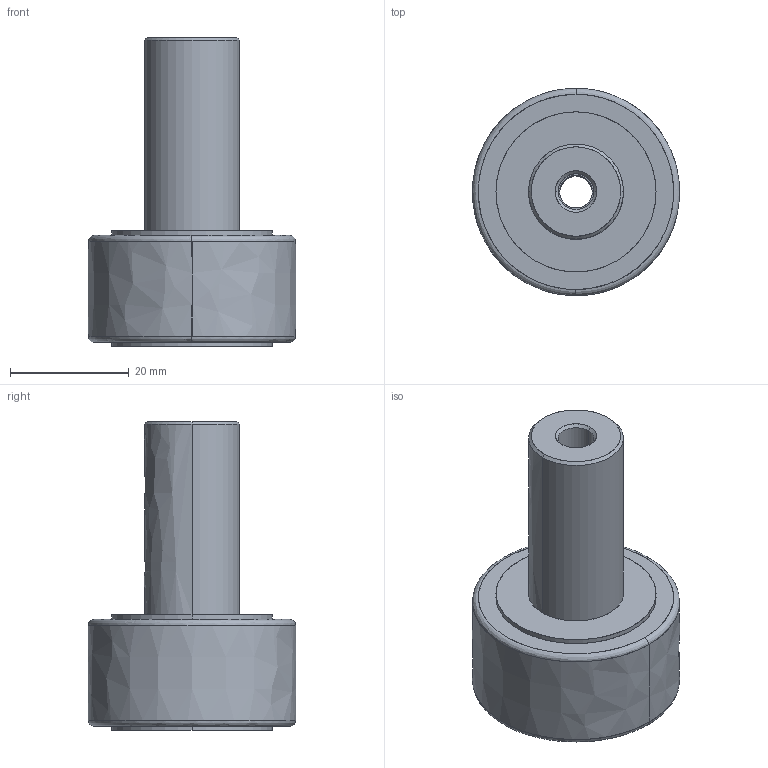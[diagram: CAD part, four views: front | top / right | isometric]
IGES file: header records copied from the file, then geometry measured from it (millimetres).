
Start section: SolidWorks IGES file using analytic representation for surfaces
Global section: file name: MCDEFAU08271323502179.igs; native system: SolidWorks 2014; preprocessor: SolidWorks 2014; author: partstream; date: 140827.132352; units: millimetre
Bounding box: 34.99 x 34.99 x 52 mm (x, y, z)
Surface area: 6449.8 mm2 (no closed solid volume)
Topology: 0 solids, 0 shells, 39 faces, 749 edges, 753 vertices
Faces by surface type: revolution 22, bspline 17
